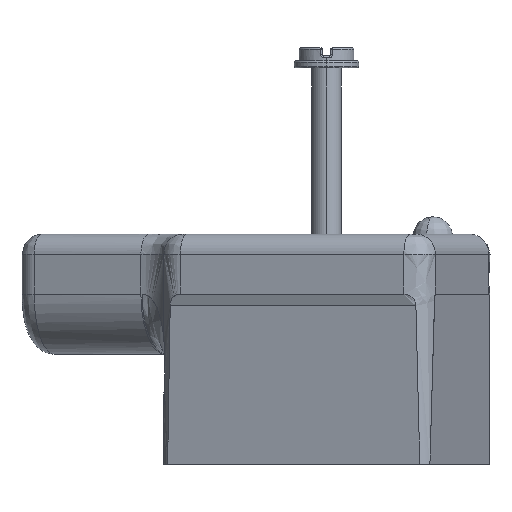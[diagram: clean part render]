
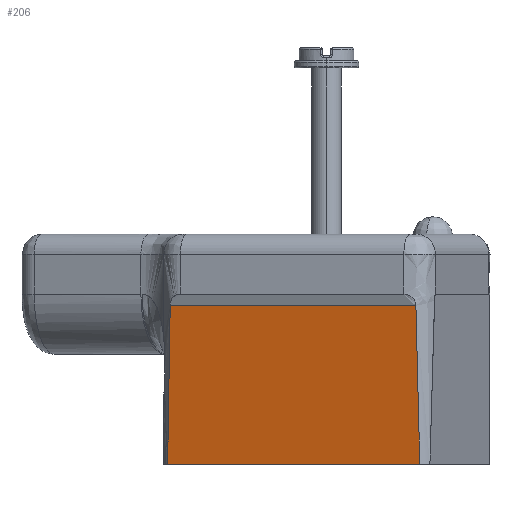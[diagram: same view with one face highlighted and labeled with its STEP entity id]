
A CAD part, left-side view. The second image highlights one B-rep face of the part: STEP entity #206.
In plain terms, the highlighted planar face has unit normal (-0.952, 0.306, -0.014).
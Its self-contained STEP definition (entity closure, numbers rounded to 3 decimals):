
#206=ADVANCED_FACE('',(#1229),#18080,.T.);
#1229=FACE_OUTER_BOUND('',#2254,.T.);
#2254=EDGE_LOOP('',(#3980,#3981,#3982,#3983));
#3980=ORIENTED_EDGE('',*,*,#9722,.T.);
#3981=ORIENTED_EDGE('',*,*,#9725,.F.);
#3982=ORIENTED_EDGE('',*,*,#9724,.T.);
#3983=ORIENTED_EDGE('',*,*,#9723,.F.);
#9722=EDGE_CURVE('',#16059,#16212,#14498,.T.);
#9723=EDGE_CURVE('',#16059,#15993,#14499,.T.);
#9724=EDGE_CURVE('',#15994,#15993,#14500,.T.);
#9725=EDGE_CURVE('',#15994,#16212,#14501,.T.);
#14498=B_SPLINE_CURVE_WITH_KNOTS('',1,(#26973,#26974),.UNSPECIFIED.,.F.,
 .F.,(2,2),(0.,1.),.UNSPECIFIED.);
#14499=B_SPLINE_CURVE_WITH_KNOTS('',1,(#26975,#26976,#26977,#26978,#26979,
#26980,#26981,#26982,#26983),.UNSPECIFIED.,.F.,.F.,(2,1,1,1,1,1,1,1,2),
(-20.,-19.,-18.,-17.,-16.,-15.,-14.,-13.,-12.),.UNSPECIFIED.);
#14500=B_SPLINE_CURVE_WITH_KNOTS('',1,(#26984,#26985),.UNSPECIFIED.,.F.,
 .F.,(2,2),(11.,12.),.UNSPECIFIED.);
#14501=B_SPLINE_CURVE_WITH_KNOTS('',1,(#26986,#26987,#26988,#26989,#26990,
#26991,#26992,#26993,#26994,#26995,#26996),.UNSPECIFIED.,.F.,.F.,(2,1,1,
1,1,1,1,1,1,1,2),(-11.,-10.,-9.,-8.,-7.,-6.,-5.,-4.,-3.,-2.,-1.),
 .UNSPECIFIED.);
#15993=VERTEX_POINT('',#25133);
#15994=VERTEX_POINT('',#25134);
#16059=VERTEX_POINT('',#25199);
#16212=VERTEX_POINT('',#25352);
#18080=PLANE('',#19185);
#19185=AXIS2_PLACEMENT_3D('',#22149,#19610,$);
#19610=DIRECTION('',(-0.952,0.306,-0.014));
#22149=CARTESIAN_POINT('',(-122.987,-66.691,-0.693));
#25133=CARTESIAN_POINT('',(-130.94,-92.145,-16.526));
#25134=CARTESIAN_POINT('',(-122.83,-66.909,-16.526));
#25199=CARTESIAN_POINT('',(-131.041,-91.756,-0.693));
#25352=CARTESIAN_POINT('',(-123.139,-67.166,-0.693));
#26973=CARTESIAN_POINT('',(-131.041,-91.756,-0.693));
#26974=CARTESIAN_POINT('',(-123.139,-67.166,-0.693));
#26975=CARTESIAN_POINT('',(-131.041,-91.756,-0.693));
#26976=CARTESIAN_POINT('',(-131.027,-91.83,-3.342));
#26977=CARTESIAN_POINT('',(-131.016,-91.878,-5.169));
#26978=CARTESIAN_POINT('',(-131.005,-91.927,-7.056));
#26979=CARTESIAN_POINT('',(-130.992,-91.975,-9.005));
#26980=CARTESIAN_POINT('',(-130.98,-92.017,-10.811));
#26981=CARTESIAN_POINT('',(-130.967,-92.06,-12.667));
#26982=CARTESIAN_POINT('',(-130.954,-92.103,-14.572));
#26983=CARTESIAN_POINT('',(-130.94,-92.145,-16.526));
#26984=CARTESIAN_POINT('',(-122.83,-66.909,-16.526));
#26985=CARTESIAN_POINT('',(-130.94,-92.145,-16.526));
#26986=CARTESIAN_POINT('',(-122.83,-66.909,-16.526));
#26987=CARTESIAN_POINT('',(-122.865,-66.934,-14.643));
#26988=CARTESIAN_POINT('',(-122.9,-66.959,-12.805));
#26989=CARTESIAN_POINT('',(-122.934,-66.985,-11.014));
#26990=CARTESIAN_POINT('',(-122.967,-67.012,-9.268));
#26991=CARTESIAN_POINT('',(-123.001,-67.04,-7.56));
#26992=CARTESIAN_POINT('',(-123.033,-67.068,-5.898));
#26993=CARTESIAN_POINT('',(-123.066,-67.096,-4.282));
#26994=CARTESIAN_POINT('',(-123.097,-67.126,-2.713));
#26995=CARTESIAN_POINT('',(-123.118,-67.146,-1.693));
#26996=CARTESIAN_POINT('',(-123.139,-67.166,-0.693));
